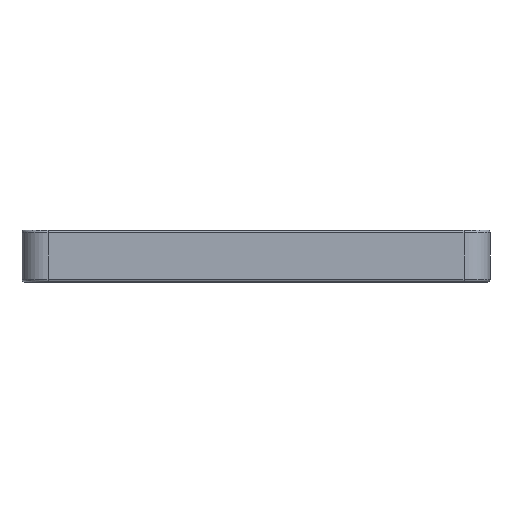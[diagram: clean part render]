
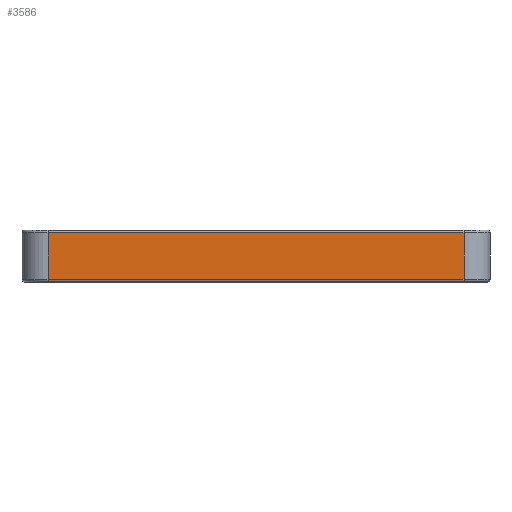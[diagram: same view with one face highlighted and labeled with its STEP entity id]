
A CAD part, front view. The second image highlights one B-rep face of the part: STEP entity #3586.
In plain terms, the highlighted planar face has unit normal (0, -1, 0).
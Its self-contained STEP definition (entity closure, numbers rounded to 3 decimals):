
#321 = EDGE_CURVE ( 'NONE', #854, #8132, #3503, .T. ) ;
#466 = CARTESIAN_POINT ( 'NONE',  ( 40., -45., 0.5 ) ) ;
#761 = EDGE_CURVE ( 'NONE', #7257, #854, #3134, .T. ) ;
#854 = VERTEX_POINT ( 'NONE', #1985 ) ;
#1175 = CARTESIAN_POINT ( 'NONE',  ( -40., -45., 10. ) ) ;
#1592 = DIRECTION ( 'NONE',  ( 1., 0., 0. ) ) ;
#1635 = CARTESIAN_POINT ( 'NONE',  ( -45., -45., 10. ) ) ;
#1662 = VERTEX_POINT ( 'NONE', #8747 ) ;
#1828 = ORIENTED_EDGE ( 'NONE', *, *, #761, .T. ) ;
#1920 = LINE ( 'NONE', #8579, #6318 ) ;
#1985 = CARTESIAN_POINT ( 'NONE',  ( -40., -45., 0.5 ) ) ;
#2168 = ORIENTED_EDGE ( 'NONE', *, *, #3137, .T. ) ;
#2243 = CARTESIAN_POINT ( 'NONE',  ( -40., -45., 9.5 ) ) ;
#3134 = LINE ( 'NONE', #1175, #8706 ) ;
#3137 = EDGE_CURVE ( 'NONE', #1662, #7257, #7823, .T. ) ;
#3442 = AXIS2_PLACEMENT_3D ( 'NONE', #1635, #7227, #5543 ) ;
#3503 = LINE ( 'NONE', #9952, #7383 ) ;
#3559 = DIRECTION ( 'NONE',  ( 0., 0., -1. ) ) ;
#3579 = FACE_OUTER_BOUND ( 'NONE', #6918, .T. ) ;
#3586 = ADVANCED_FACE ( 'NONE', ( #3579 ), #6376, .F. ) ;
#3820 = DIRECTION ( 'NONE',  ( 0., 0., 1. ) ) ;
#5434 = VECTOR ( 'NONE', #5535, 1000. ) ;
#5535 = DIRECTION ( 'NONE',  ( -1., 0., 0. ) ) ;
#5543 = DIRECTION ( 'NONE',  ( 0., 0., 1. ) ) ;
#6318 = VECTOR ( 'NONE', #3820, 1000. ) ;
#6376 = PLANE ( 'NONE',  #3442 ) ;
#6850 = ORIENTED_EDGE ( 'NONE', *, *, #321, .T. ) ;
#6918 = EDGE_LOOP ( 'NONE', ( #1828, #6850, #7098, #2168 ) ) ;
#7098 = ORIENTED_EDGE ( 'NONE', *, *, #9854, .T. ) ;
#7227 = DIRECTION ( 'NONE',  ( 0., 1., 0. ) ) ;
#7257 = VERTEX_POINT ( 'NONE', #2243 ) ;
#7383 = VECTOR ( 'NONE', #1592, 1000. ) ;
#7823 = LINE ( 'NONE', #7898, #5434 ) ;
#7898 = CARTESIAN_POINT ( 'NONE',  ( -45., -45., 9.5 ) ) ;
#8132 = VERTEX_POINT ( 'NONE', #466 ) ;
#8579 = CARTESIAN_POINT ( 'NONE',  ( 40., -45., 10. ) ) ;
#8706 = VECTOR ( 'NONE', #3559, 1000. ) ;
#8747 = CARTESIAN_POINT ( 'NONE',  ( 40., -45., 9.5 ) ) ;
#9854 = EDGE_CURVE ( 'NONE', #8132, #1662, #1920, .T. ) ;
#9952 = CARTESIAN_POINT ( 'NONE',  ( 40., -45., 0.5 ) ) ;
